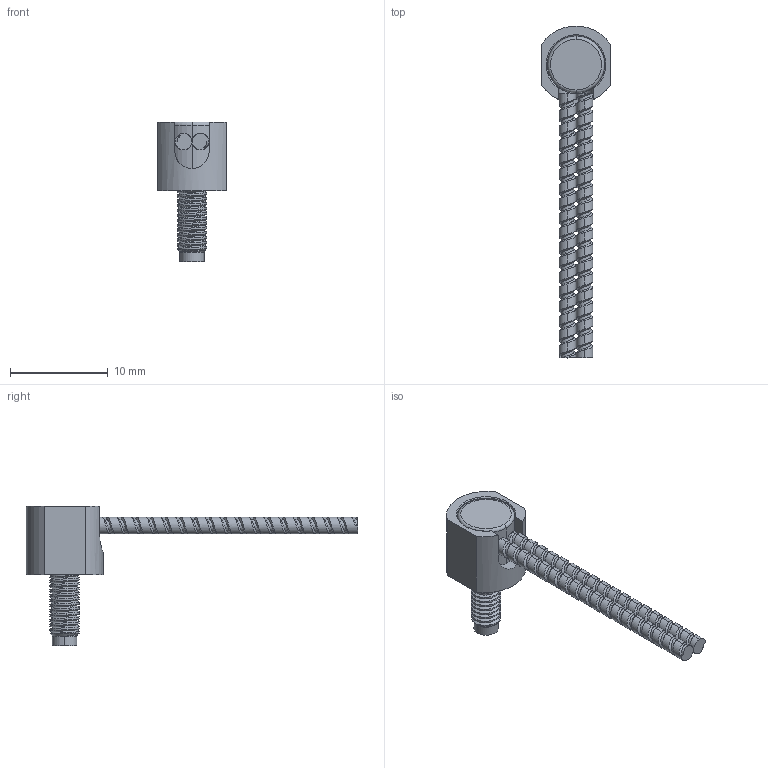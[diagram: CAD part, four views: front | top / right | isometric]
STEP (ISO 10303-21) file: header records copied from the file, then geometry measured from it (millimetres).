
FILE_DESCRIPTION((''),'2;1');
FILE_NAME('PG-310TZ_','2021-04-19T16:35:25',('Administrator'),(''),'CREO PARAMETRIC BY PTC INC, 2018400','CREO PARAMETRIC BY PTC INC, 2018400','');
FILE_SCHEMA(('CONFIG_CONTROL_DESIGN'));
Length unit declared in the file: millimetre
Products named in the file (1): PG-310TZ_
Bounding box: 7 x 33.95 x 14.3 mm (x, y, z)
Volume: 464.1 mm3; surface area: 834 mm2
Topology: 3 solids, 3 shells, 172 faces, 462 edges, 299 vertices
Faces by surface type: cylinder 109, bspline 39, plane 19, torus 3, cone 2
Entity records: 14862 total; most frequent: CARTESIAN_POINT 11124, ORIENTED_EDGE 924, DIRECTION 508, EDGE_CURVE 462, VERTEX_POINT 299, B_SPLINE_CURVE_WITH_KNOTS 256, EDGE_LOOP 175, FACE_OUTER_BOUND 172
